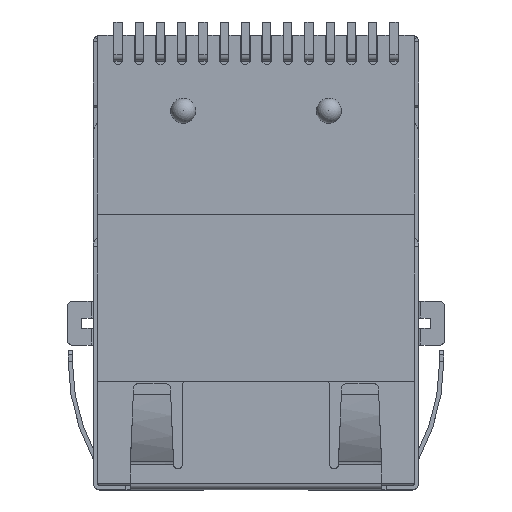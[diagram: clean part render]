
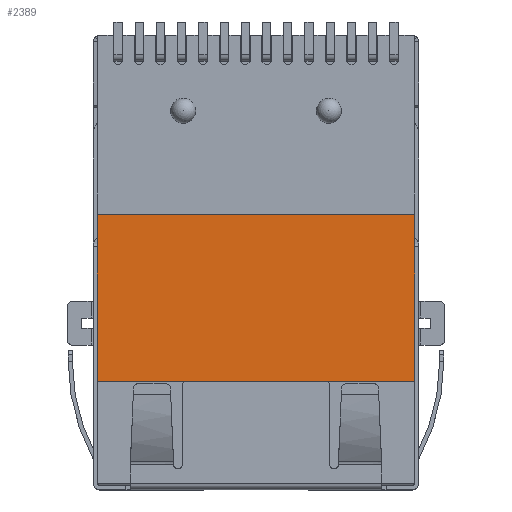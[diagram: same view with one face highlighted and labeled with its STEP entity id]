
A CAD part, top view. The second image highlights one B-rep face of the part: STEP entity #2389.
In plain terms, the highlighted planar face has unit normal (0, 0, 1).
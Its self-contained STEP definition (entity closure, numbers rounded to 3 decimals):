
#2389 = ADVANCED_FACE( '', ( #5053 ), #5054, .F. );
#5053 = FACE_OUTER_BOUND( '', #8247, .T. );
#5054 = PLANE( '', #8248 );
#8247 = EDGE_LOOP( '', ( #15485, #15486, #15487, #15488 ) );
#8248 = AXIS2_PLACEMENT_3D( '', #15489, #15490, #15491 );
#15485 = ORIENTED_EDGE( '', *, *, #21197, .T. );
#15486 = ORIENTED_EDGE( '', *, *, #21198, .F. );
#15487 = ORIENTED_EDGE( '', *, *, #18296, .F. );
#15488 = ORIENTED_EDGE( '', *, *, #19623, .T. );
#15489 = CARTESIAN_POINT( '', ( 7.625, 2.29, 5.65 ) );
#15490 = DIRECTION( '', ( 0., 0., -1. ) );
#15491 = DIRECTION( '', ( -1., 0., 0. ) );
#18296 = EDGE_CURVE( '', #21935, #21937, #21938, .T. );
#19623 = EDGE_CURVE( '', #21935, #24199, #24201, .T. );
#21197 = EDGE_CURVE( '', #24199, #26357, #26358, .T. );
#21198 = EDGE_CURVE( '', #21937, #26357, #26359, .T. );
#21935 = VERTEX_POINT( '', #27284 );
#21937 = VERTEX_POINT( '', #27287 );
#21938 = LINE( '', #27288, #27289 );
#24199 = VERTEX_POINT( '', #30763 );
#24201 = LINE( '', #30766, #30767 );
#26357 = VERTEX_POINT( '', #34001 );
#26358 = LINE( '', #34002, #34003 );
#26359 = LINE( '', #34004, #34005 );
#27284 = CARTESIAN_POINT( '', ( 7.625, 2.29, 5.65 ) );
#27287 = CARTESIAN_POINT( '', ( 7.625, -5.72, 5.65 ) );
#27288 = CARTESIAN_POINT( '', ( 7.625, 2.29, 5.65 ) );
#27289 = VECTOR( '', #34920, 1000. );
#30763 = CARTESIAN_POINT( '', ( -7.625, 2.29, 5.65 ) );
#30766 = CARTESIAN_POINT( '', ( 7.625, 2.29, 5.65 ) );
#30767 = VECTOR( '', #36301, 1000. );
#34001 = CARTESIAN_POINT( '', ( -7.625, -5.72, 5.65 ) );
#34002 = CARTESIAN_POINT( '', ( -7.625, 2.29, 5.65 ) );
#34003 = VECTOR( '', #37818, 1000. );
#34004 = CARTESIAN_POINT( '', ( 7.625, -5.72, 5.65 ) );
#34005 = VECTOR( '', #37819, 1000. );
#34920 = DIRECTION( '', ( 0., -1., 0. ) );
#36301 = DIRECTION( '', ( -1., 0., 0. ) );
#37818 = DIRECTION( '', ( 0., -1., 0. ) );
#37819 = DIRECTION( '', ( -1., 0., 0. ) );
